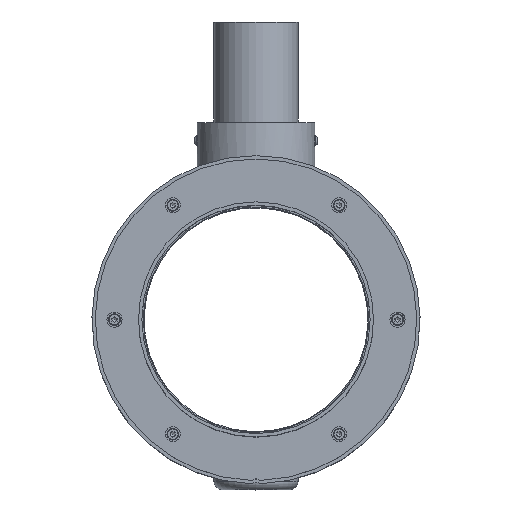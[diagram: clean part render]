
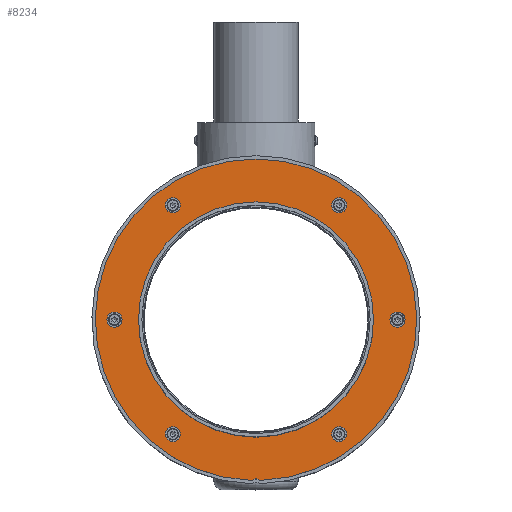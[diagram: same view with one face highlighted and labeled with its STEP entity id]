
A CAD part, top view. The second image highlights one B-rep face of the part: STEP entity #8234.
In plain terms, the highlighted planar face has unit normal (0, 0, 1).
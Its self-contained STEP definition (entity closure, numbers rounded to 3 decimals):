
#231 = ORIENTED_EDGE ( 'NONE', *, *, #27551, .F. ) ;
#260 = CIRCLE ( 'NONE', #16548, 69.85 ) ;
#1901 = DIRECTION ( 'NONE',  ( 0., 0., 1. ) ) ;
#2272 = FACE_OUTER_BOUND ( 'NONE', #23865, .T. ) ;
#2472 = AXIS2_PLACEMENT_3D ( 'NONE', #23467, #22748, #4431 ) ;
#2755 = DIRECTION ( 'NONE',  ( 0., 0., 1. ) ) ;
#4431 = DIRECTION ( 'NONE',  ( 1., 0., 0. ) ) ;
#4567 = DIRECTION ( 'NONE',  ( 0., 0., 1. ) ) ;
#4690 = CARTESIAN_POINT ( 'NONE',  ( 69.85, 0., 65.03 ) ) ;
#6032 = DIRECTION ( 'NONE',  ( 0., 0., 1. ) ) ;
#6114 = CIRCLE ( 'NONE', #11154, 95.5 ) ;
#6529 = CIRCLE ( 'NONE', #9646, 4.5 ) ;
#6601 = DIRECTION ( 'NONE',  ( 1., 0., 0. ) ) ;
#8080 = VERTEX_POINT ( 'NONE', #11187 ) ;
#8234 = ADVANCED_FACE ( 'NONE', ( #8296, #2272, #38115, #14253, #32225, #17208, #26224, #20335 ), #17802, .T. ) ;
#8296 = FACE_BOUND ( 'NONE', #17143, .T. ) ;
#8330 = DIRECTION ( 'NONE',  ( 1., 0., 0. ) ) ;
#8843 = AXIS2_PLACEMENT_3D ( 'NONE', #8956, #6032, #6601 ) ;
#8920 = CARTESIAN_POINT ( 'NONE',  ( 0., 0., 65.03 ) ) ;
#8956 = CARTESIAN_POINT ( 'NONE',  ( 84.1, 0., 65.03 ) ) ;
#9541 = VERTEX_POINT ( 'NONE', #15291 ) ;
#9646 = AXIS2_PLACEMENT_3D ( 'NONE', #11517, #1901, #23303 ) ;
#10030 = DIRECTION ( 'NONE',  ( 1., 0., 0. ) ) ;
#10229 = CARTESIAN_POINT ( 'NONE',  ( -3.228, -90.442, 65.03 ) ) ;
#10794 = CARTESIAN_POINT ( 'NONE',  ( 49.433, -68.038, 65.03 ) ) ;
#11104 = DIRECTION ( 'NONE',  ( 1., 0., 0. ) ) ;
#11154 = AXIS2_PLACEMENT_3D ( 'NONE', #37302, #4567, #11104 ) ;
#11187 = CARTESIAN_POINT ( 'NONE',  ( 88.6, 0., 65.03 ) ) ;
#11270 = CARTESIAN_POINT ( 'NONE',  ( 53.933, -68.038, 65.03 ) ) ;
#11517 = CARTESIAN_POINT ( 'NONE',  ( -84.1, 0., 65.03 ) ) ;
#11820 = CARTESIAN_POINT ( 'NONE',  ( 49.433, 68.038, 65.03 ) ) ;
#11866 = ORIENTED_EDGE ( 'NONE', *, *, #21608, .T. ) ;
#12018 = DIRECTION ( 'NONE',  ( 1., 0., 0. ) ) ;
#12277 = ORIENTED_EDGE ( 'NONE', *, *, #25014, .T. ) ;
#12367 = CARTESIAN_POINT ( 'NONE',  ( -49.433, -68.038, 65.03 ) ) ;
#12406 = EDGE_LOOP ( 'NONE', ( #17906 ) ) ;
#12614 = EDGE_LOOP ( 'NONE', ( #12701 ) ) ;
#12701 = ORIENTED_EDGE ( 'NONE', *, *, #33258, .F. ) ;
#13166 = VERTEX_POINT ( 'NONE', #28510 ) ;
#13706 = CARTESIAN_POINT ( 'NONE',  ( 3.406, -95.439, 65.03 ) ) ;
#14253 = FACE_BOUND ( 'NONE', #12406, .T. ) ;
#14281 = CIRCLE ( 'NONE', #36693, 4.5 ) ;
#14956 = CARTESIAN_POINT ( 'NONE',  ( -49.433, 68.038, 65.03 ) ) ;
#15040 = VERTEX_POINT ( 'NONE', #13706 ) ;
#15291 = CARTESIAN_POINT ( 'NONE',  ( -44.933, -68.038, 65.03 ) ) ;
#15349 = ORIENTED_EDGE ( 'NONE', *, *, #17374, .F. ) ;
#15661 = CIRCLE ( 'NONE', #28789, 4.5 ) ;
#16548 = AXIS2_PLACEMENT_3D ( 'NONE', #31411, #22679, #34521 ) ;
#16611 = EDGE_LOOP ( 'NONE', ( #30763 ) ) ;
#16877 = EDGE_CURVE ( 'NONE', #15040, #13166, #6114, .T. ) ;
#17143 = EDGE_LOOP ( 'NONE', ( #15349 ) ) ;
#17208 = FACE_BOUND ( 'NONE', #18229, .T. ) ;
#17374 = EDGE_CURVE ( 'NONE', #31934, #31934, #260, .T. ) ;
#17802 = PLANE ( 'NONE',  #22795 ) ;
#17906 = ORIENTED_EDGE ( 'NONE', *, *, #22347, .F. ) ;
#18229 = EDGE_LOOP ( 'NONE', ( #231 ) ) ;
#18996 = CARTESIAN_POINT ( 'NONE',  ( -0.538, -94.657, 65.03 ) ) ;
#19012 = CARTESIAN_POINT ( 'NONE',  ( 0.538, -94.657, 65.03 ) ) ;
#19116 = DIRECTION ( 'NONE',  ( 0., 0., 1. ) ) ;
#20335 = FACE_BOUND ( 'NONE', #12614, .T. ) ;
#20461 = DIRECTION ( 'NONE',  ( 1., 0., 0. ) ) ;
#20492 = CARTESIAN_POINT ( 'NONE',  ( -44.933, 68.038, 65.03 ) ) ;
#20786 = EDGE_LOOP ( 'NONE', ( #21323 ) ) ;
#21323 = ORIENTED_EDGE ( 'NONE', *, *, #29422, .F. ) ;
#21608 = EDGE_CURVE ( 'NONE', #13166, #36268, #33537, .T. ) ;
#22347 = EDGE_CURVE ( 'NONE', #9541, #9541, #14281, .T. ) ;
#22679 = DIRECTION ( 'NONE',  ( 0., 0., 1. ) ) ;
#22748 = DIRECTION ( 'NONE',  ( 0., 0., 1. ) ) ;
#22785 = DIRECTION ( 'NONE',  ( 1., 0., 0. ) ) ;
#22795 = AXIS2_PLACEMENT_3D ( 'NONE', #8920, #23887, #8330 ) ;
#22852 = VERTEX_POINT ( 'NONE', #20492 ) ;
#23033 = ORIENTED_EDGE ( 'NONE', *, *, #30173, .F. ) ;
#23192 = DIRECTION ( 'NONE',  ( 0., 0., 1. ) ) ;
#23303 = DIRECTION ( 'NONE',  ( 1., 0., 0. ) ) ;
#23467 = CARTESIAN_POINT ( 'NONE',  ( 3.228, -90.442, 65.03 ) ) ;
#23865 = EDGE_LOOP ( 'NONE', ( #23033, #12277, #31008, #11866 ) ) ;
#23887 = DIRECTION ( 'NONE',  ( 0., 0., 1. ) ) ;
#23916 = CARTESIAN_POINT ( 'NONE',  ( 0., -95.5, 65.03 ) ) ;
#24095 = DIRECTION ( 'NONE',  ( 0., 0., 1. ) ) ;
#24177 = VERTEX_POINT ( 'NONE', #32749 ) ;
#24361 = CIRCLE ( 'NONE', #27487, 4.5 ) ;
#24499 = DIRECTION ( 'NONE',  ( 1., 0., 0. ) ) ;
#24780 = CIRCLE ( 'NONE', #34766, 1. ) ;
#25014 = EDGE_CURVE ( 'NONE', #38605, #15040, #36203, .T. ) ;
#26094 = AXIS2_PLACEMENT_3D ( 'NONE', #10229, #19116, #10030 ) ;
#26224 = FACE_BOUND ( 'NONE', #32240, .T. ) ;
#26750 = VERTEX_POINT ( 'NONE', #38632 ) ;
#27437 = DIRECTION ( 'NONE',  ( 0., 0., 1. ) ) ;
#27487 = AXIS2_PLACEMENT_3D ( 'NONE', #10794, #23192, #22785 ) ;
#27551 = EDGE_CURVE ( 'NONE', #24177, #24177, #33395, .T. ) ;
#28510 = CARTESIAN_POINT ( 'NONE',  ( -3.406, -95.439, 65.03 ) ) ;
#28789 = AXIS2_PLACEMENT_3D ( 'NONE', #14956, #32726, #12018 ) ;
#28895 = CIRCLE ( 'NONE', #8843, 4.5 ) ;
#29422 = EDGE_CURVE ( 'NONE', #26750, #26750, #6529, .T. ) ;
#30173 = EDGE_CURVE ( 'NONE', #38605, #36268, #24780, .T. ) ;
#30763 = ORIENTED_EDGE ( 'NONE', *, *, #34232, .F. ) ;
#30894 = AXIS2_PLACEMENT_3D ( 'NONE', #11820, #2755, #20461 ) ;
#31008 = ORIENTED_EDGE ( 'NONE', *, *, #16877, .T. ) ;
#31411 = CARTESIAN_POINT ( 'NONE',  ( 0., 0., 65.03 ) ) ;
#31934 = VERTEX_POINT ( 'NONE', #4690 ) ;
#32225 = FACE_BOUND ( 'NONE', #20786, .T. ) ;
#32240 = EDGE_LOOP ( 'NONE', ( #35047 ) ) ;
#32726 = DIRECTION ( 'NONE',  ( 0., 0., 1. ) ) ;
#32749 = CARTESIAN_POINT ( 'NONE',  ( 53.933, 68.038, 65.03 ) ) ;
#32861 = DIRECTION ( 'NONE',  ( 1., 0., 0. ) ) ;
#33258 = EDGE_CURVE ( 'NONE', #38074, #38074, #24361, .T. ) ;
#33395 = CIRCLE ( 'NONE', #30894, 4.5 ) ;
#33537 = CIRCLE ( 'NONE', #26094, 5. ) ;
#34232 = EDGE_CURVE ( 'NONE', #22852, #22852, #15661, .T. ) ;
#34521 = DIRECTION ( 'NONE',  ( 1., 0., 0. ) ) ;
#34766 = AXIS2_PLACEMENT_3D ( 'NONE', #23916, #24095, #32861 ) ;
#35047 = ORIENTED_EDGE ( 'NONE', *, *, #35355, .F. ) ;
#35355 = EDGE_CURVE ( 'NONE', #8080, #8080, #28895, .T. ) ;
#36203 = CIRCLE ( 'NONE', #2472, 5. ) ;
#36268 = VERTEX_POINT ( 'NONE', #18996 ) ;
#36693 = AXIS2_PLACEMENT_3D ( 'NONE', #12367, #27437, #24499 ) ;
#37302 = CARTESIAN_POINT ( 'NONE',  ( 0., 0., 65.03 ) ) ;
#38074 = VERTEX_POINT ( 'NONE', #11270 ) ;
#38115 = FACE_BOUND ( 'NONE', #16611, .T. ) ;
#38605 = VERTEX_POINT ( 'NONE', #19012 ) ;
#38632 = CARTESIAN_POINT ( 'NONE',  ( -79.6, 0., 65.03 ) ) ;
